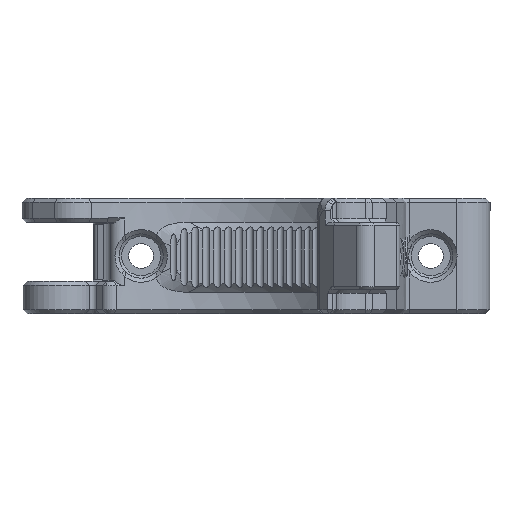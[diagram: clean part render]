
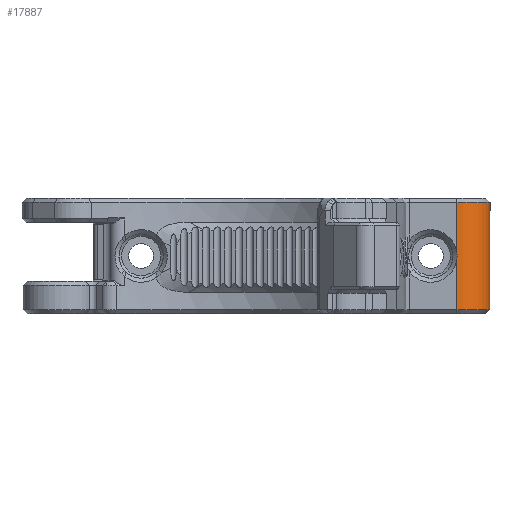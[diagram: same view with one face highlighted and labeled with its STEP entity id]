
A CAD part, front view. The second image highlights one B-rep face of the part: STEP entity #17887.
In plain terms, the highlighted cylindrical face has radius 8 mm (diameter 16 mm), a partial arc.
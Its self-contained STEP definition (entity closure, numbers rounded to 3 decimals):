
#893=B_SPLINE_CURVE_WITH_KNOTS('',3,(#21292,#21293,#21294,#21295,#21296,
#21297),.UNSPECIFIED.,.F.,.F.,(4,2,4),(1.376,1.453,
1.53),.UNSPECIFIED.);
#2238=CYLINDRICAL_SURFACE('',#18476,8.);
#3145=FACE_OUTER_BOUND('',#4140,.T.);
#4140=EDGE_LOOP('',(#15819,#15820,#15821,#15822,#15823,#15824));
#4300=LINE('',#21418,#5516);
#4317=LINE('',#22062,#5533);
#5342=LINE('',#40245,#6558);
#5516=VECTOR('',#18709,10.);
#5533=VECTOR('',#18750,10.);
#6558=VECTOR('',#20639,10.);
#6857=CIRCLE('',#18427,8.);
#6862=CIRCLE('',#18447,8.);
#6949=VERTEX_POINT('',#21290);
#6950=VERTEX_POINT('',#21291);
#6967=VERTEX_POINT('',#21417);
#7011=VERTEX_POINT('',#22060);
#8555=VERTEX_POINT('',#39478);
#8577=VERTEX_POINT('',#39864);
#8736=EDGE_CURVE('',#6949,#6950,#893,.T.);
#8758=EDGE_CURVE('',#6967,#6950,#4300,.T.);
#8816=EDGE_CURVE('',#6949,#7011,#4317,.T.);
#11147=EDGE_CURVE('',#6967,#8555,#6857,.T.);
#11184=EDGE_CURVE('',#8577,#7011,#6862,.T.);
#11226=EDGE_CURVE('',#8555,#8577,#5342,.T.);
#15819=ORIENTED_EDGE('',*,*,#8736,.F.);
#15820=ORIENTED_EDGE('',*,*,#8816,.T.);
#15821=ORIENTED_EDGE('',*,*,#11184,.F.);
#15822=ORIENTED_EDGE('',*,*,#11226,.F.);
#15823=ORIENTED_EDGE('',*,*,#11147,.F.);
#15824=ORIENTED_EDGE('',*,*,#8758,.T.);
#17887=ADVANCED_FACE('',(#3145),#2238,.T.);
#18427=AXIS2_PLACEMENT_3D('',#39480,#20511,#20512);
#18447=AXIS2_PLACEMENT_3D('',#39866,#20565,#20566);
#18476=AXIS2_PLACEMENT_3D('',#40244,#20637,#20638);
#18709=DIRECTION('',(0.,0.,-1.));
#18750=DIRECTION('',(0.,0.,-1.));
#20511=DIRECTION('center_axis',(0.,0.,
1.));
#20512=DIRECTION('ref_axis',(0.,-1.,0.));
#20565=DIRECTION('center_axis',(0.,0.,
-1.));
#20566=DIRECTION('ref_axis',(0.,-1.,0.));
#20637=DIRECTION('center_axis',(0.,0.,
-1.));
#20638=DIRECTION('ref_axis',(0.,-1.,0.));
#20639=DIRECTION('',(0.,0.,-1.));
#21290=CARTESIAN_POINT('',(61.696,37.408,13.221));
#21291=CARTESIAN_POINT('',(61.696,37.408,14.779));
#21292=CARTESIAN_POINT('Ctrl Pts',(61.696,37.408,13.221));
#21293=CARTESIAN_POINT('Ctrl Pts',(61.729,37.408,13.483));
#21294=CARTESIAN_POINT('Ctrl Pts',(61.744,37.409,13.744));
#21295=CARTESIAN_POINT('Ctrl Pts',(61.744,37.409,14.256));
#21296=CARTESIAN_POINT('Ctrl Pts',(61.729,37.408,14.517));
#21297=CARTESIAN_POINT('Ctrl Pts',(61.696,37.408,14.779));
#21417=CARTESIAN_POINT('',(61.696,37.408,27.));
#21418=CARTESIAN_POINT('',(61.696,37.408,28.));
#22060=CARTESIAN_POINT('',(61.696,37.408,1.));
#22062=CARTESIAN_POINT('',(61.696,37.408,28.));
#39478=CARTESIAN_POINT('',(61.696,53.408,27.));
#39480=CARTESIAN_POINT('Origin',(61.696,45.408,27.));
#39864=CARTESIAN_POINT('',(61.696,53.408,1.));
#39866=CARTESIAN_POINT('Origin',(61.696,45.408,1.));
#40244=CARTESIAN_POINT('Origin',(61.696,45.408,28.));
#40245=CARTESIAN_POINT('',(61.696,53.408,28.));
